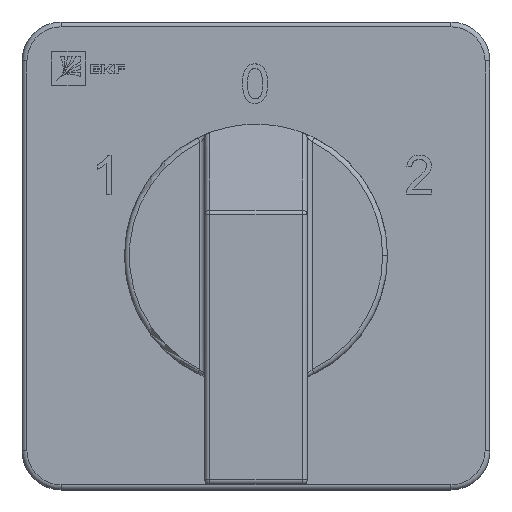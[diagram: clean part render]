
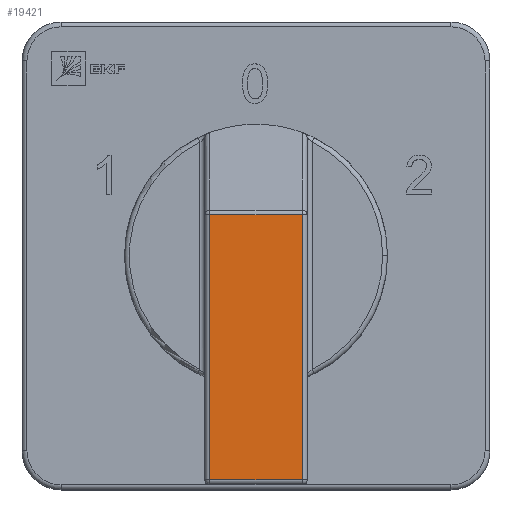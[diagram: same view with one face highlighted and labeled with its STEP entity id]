
A CAD part, top view. The second image highlights one B-rep face of the part: STEP entity #19421.
In plain terms, the highlighted planar face has unit normal (0, 0, 1).
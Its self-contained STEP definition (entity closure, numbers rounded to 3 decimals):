
#906 = LINE ( 'NONE', #3713, #1629 ) ;
#1578 = ORIENTED_EDGE ( 'NONE', *, *, #10631, .T. ) ;
#1629 = VECTOR ( 'NONE', #19898, 1000. ) ;
#2258 = AXIS2_PLACEMENT_3D ( 'NONE', #8838, #16904, #3764 ) ;
#3606 = CARTESIAN_POINT ( 'NONE',  ( 4.75, -23., 23.5 ) ) ;
#3713 = CARTESIAN_POINT ( 'NONE',  ( 4.75, 4.5, 23.5 ) ) ;
#3764 = DIRECTION ( 'NONE',  ( 0., 1., 0. ) ) ;
#6459 = EDGE_CURVE ( 'NONE', #8719, #10937, #906, .T. ) ;
#7078 = DIRECTION ( 'NONE',  ( -1., 0., 0. ) ) ;
#7926 = DIRECTION ( 'NONE',  ( 0., -1., 0. ) ) ;
#8702 = DIRECTION ( 'NONE',  ( 1., 0., 0. ) ) ;
#8719 = VERTEX_POINT ( 'NONE', #3606 ) ;
#8838 = CARTESIAN_POINT ( 'NONE',  ( 5.25, 4.5, 23.5 ) ) ;
#9185 = ORIENTED_EDGE ( 'NONE', *, *, #20089, .T. ) ;
#9464 = LINE ( 'NONE', #18174, #15559 ) ;
#10118 = CARTESIAN_POINT ( 'NONE',  ( 5.25, -23., 23.5 ) ) ;
#10631 = EDGE_CURVE ( 'NONE', #14075, #8719, #19187, .T. ) ;
#10937 = VERTEX_POINT ( 'NONE', #20865 ) ;
#11479 = FACE_OUTER_BOUND ( 'NONE', #12339, .T. ) ;
#12145 = VERTEX_POINT ( 'NONE', #14057 ) ;
#12339 = EDGE_LOOP ( 'NONE', ( #20111, #13504, #9185, #1578 ) ) ;
#13133 = VECTOR ( 'NONE', #8702, 1000. ) ;
#13504 = ORIENTED_EDGE ( 'NONE', *, *, #17898, .T. ) ;
#14057 = CARTESIAN_POINT ( 'NONE',  ( -4.75, 4.203, 23.5 ) ) ;
#14075 = VERTEX_POINT ( 'NONE', #16183 ) ;
#15522 = VECTOR ( 'NONE', #7926, 1000. ) ;
#15559 = VECTOR ( 'NONE', #7078, 1000. ) ;
#16183 = CARTESIAN_POINT ( 'NONE',  ( -4.75, -23., 23.5 ) ) ;
#16634 = PLANE ( 'NONE',  #2258 ) ;
#16904 = DIRECTION ( 'NONE',  ( 0., 0., -1. ) ) ;
#17898 = EDGE_CURVE ( 'NONE', #10937, #12145, #9464, .T. ) ;
#18174 = CARTESIAN_POINT ( 'NONE',  ( 5.25, 4.203, 23.5 ) ) ;
#19187 = LINE ( 'NONE', #10118, #13133 ) ;
#19249 = CARTESIAN_POINT ( 'NONE',  ( -4.75, -23.5, 23.5 ) ) ;
#19421 = ADVANCED_FACE ( 'NONE', ( #11479 ), #16634, .F. ) ;
#19819 = LINE ( 'NONE', #19249, #15522 ) ;
#19898 = DIRECTION ( 'NONE',  ( 0., 1., 0. ) ) ;
#20089 = EDGE_CURVE ( 'NONE', #12145, #14075, #19819, .T. ) ;
#20111 = ORIENTED_EDGE ( 'NONE', *, *, #6459, .T. ) ;
#20865 = CARTESIAN_POINT ( 'NONE',  ( 4.75, 4.203, 23.5 ) ) ;
